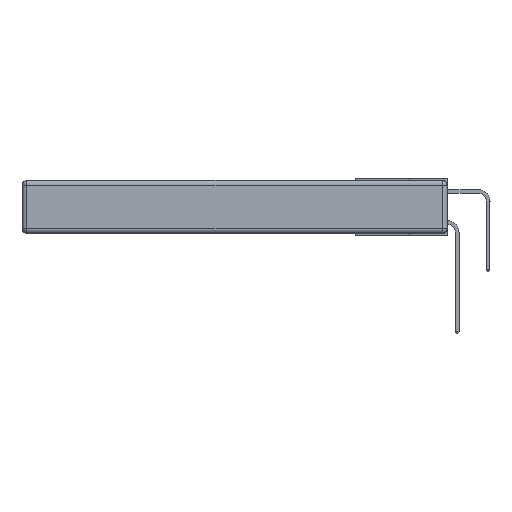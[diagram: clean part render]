
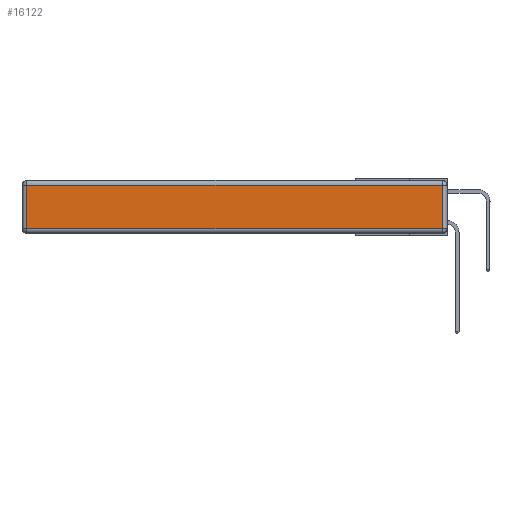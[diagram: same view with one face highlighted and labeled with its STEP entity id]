
A CAD part, left-side view. The second image highlights one B-rep face of the part: STEP entity #16122.
In plain terms, the highlighted planar face has unit normal (-1, 0, 0).
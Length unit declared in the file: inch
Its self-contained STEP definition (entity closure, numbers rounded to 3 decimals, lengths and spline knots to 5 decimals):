
#389 = VERTEX_POINT ( 'NONE', #19101 ) ;
#607 = DIRECTION ( 'NONE',  ( 0., 0., 1. ) ) ;
#1260 = EDGE_CURVE ( 'NONE', #3095, #389, #1452, .T. ) ;
#1452 = LINE ( 'NONE', #13871, #9058 ) ;
#2701 = CARTESIAN_POINT ( 'NONE',  ( 0., 0.03, -0.343 ) ) ;
#3095 = VERTEX_POINT ( 'NONE', #15437 ) ;
#3547 = EDGE_CURVE ( 'NONE', #4136, #14697, #3552, .T. ) ;
#3552 = LINE ( 'NONE', #17740, #20034 ) ;
#4136 = VERTEX_POINT ( 'NONE', #20067 ) ;
#5206 = ORIENTED_EDGE ( 'NONE', *, *, #12704, .T. ) ;
#6888 = PLANE ( 'NONE',  #11158 ) ;
#7310 = LINE ( 'NONE', #2701, #9052 ) ;
#7657 = DIRECTION ( 'NONE',  ( 0., 1., 0. ) ) ;
#7891 = ORIENTED_EDGE ( 'NONE', *, *, #3547, .T. ) ;
#8290 = DIRECTION ( 'NONE',  ( 0., -1., 0. ) ) ;
#9052 = VECTOR ( 'NONE', #16294, 39.37008 ) ;
#9058 = VECTOR ( 'NONE', #7657, 39.37008 ) ;
#9302 = FACE_OUTER_BOUND ( 'NONE', #19230, .T. ) ;
#9452 = EDGE_CURVE ( 'NONE', #389, #4136, #19547, .T. ) ;
#9709 = CARTESIAN_POINT ( 'NONE',  ( 0., 0.03, -0.313 ) ) ;
#10952 = ORIENTED_EDGE ( 'NONE', *, *, #9452, .T. ) ;
#11158 = AXIS2_PLACEMENT_3D ( 'NONE', #14938, #11733, #607 ) ;
#11733 = DIRECTION ( 'NONE',  ( -1., 0., 0. ) ) ;
#12704 = EDGE_CURVE ( 'NONE', #14697, #3095, #7310, .T. ) ;
#12913 = VECTOR ( 'NONE', #16607, 39.37008 ) ;
#13871 = CARTESIAN_POINT ( 'NONE',  ( 0., 2.75, -0.03 ) ) ;
#14697 = VERTEX_POINT ( 'NONE', #9709 ) ;
#14938 = CARTESIAN_POINT ( 'NONE',  ( 0., 0., -0.343 ) ) ;
#15200 = CARTESIAN_POINT ( 'NONE',  ( 0., 2.72, -0.343 ) ) ;
#15437 = CARTESIAN_POINT ( 'NONE',  ( 0., 0.03, -0.03 ) ) ;
#16122 = ADVANCED_FACE ( 'NONE', ( #9302 ), #6888, .T. ) ;
#16294 = DIRECTION ( 'NONE',  ( 0., 0., 1. ) ) ;
#16607 = DIRECTION ( 'NONE',  ( 0., 0., -1. ) ) ;
#17740 = CARTESIAN_POINT ( 'NONE',  ( 0., 0., -0.313 ) ) ;
#19101 = CARTESIAN_POINT ( 'NONE',  ( 0., 2.72, -0.03 ) ) ;
#19230 = EDGE_LOOP ( 'NONE', ( #7891, #5206, #19627, #10952 ) ) ;
#19547 = LINE ( 'NONE', #15200, #12913 ) ;
#19627 = ORIENTED_EDGE ( 'NONE', *, *, #1260, .T. ) ;
#20034 = VECTOR ( 'NONE', #8290, 39.37008 ) ;
#20067 = CARTESIAN_POINT ( 'NONE',  ( 0., 2.72, -0.313 ) ) ;
